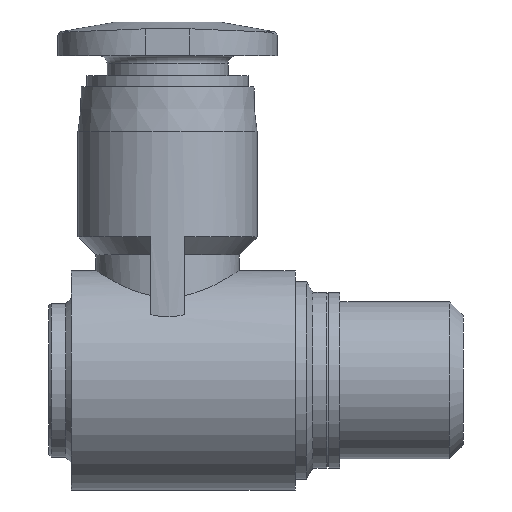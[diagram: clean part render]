
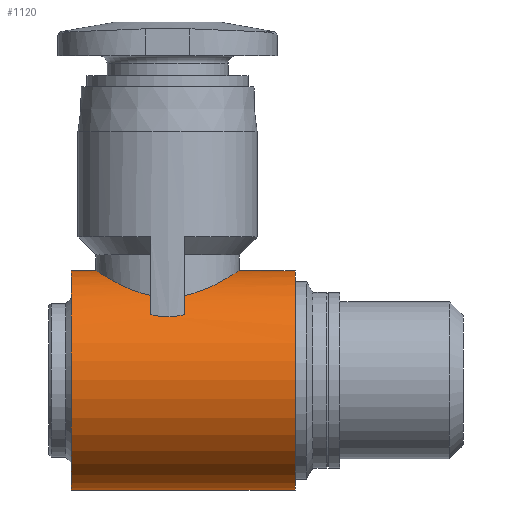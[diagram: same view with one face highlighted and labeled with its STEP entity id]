
A CAD part, left-side view. The second image highlights one B-rep face of the part: STEP entity #1120.
In plain terms, the highlighted cylindrical face has radius 4.9 mm (diameter 9.8 mm), a full revolution.
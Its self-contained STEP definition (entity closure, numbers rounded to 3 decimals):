
#25=CYLINDRICAL_SURFACE('',#1193,4.9);
#58=B_SPLINE_CURVE_WITH_KNOTS('',3,(#1592,#1593,#1594,#1595,#1596,#1597,
#1598,#1599,#1600),.UNSPECIFIED.,.F.,.F.,(4,1,1,1,1,1,4),(0.001,
0.003,0.004,0.005,0.006,
0.007,0.01),.UNSPECIFIED.);
#59=B_SPLINE_CURVE_WITH_KNOTS('',3,(#1609,#1610,#1611,#1612,#1613,#1614,
#1615,#1616,#1617),.UNSPECIFIED.,.F.,.F.,(4,1,1,1,1,1,4),(0.011,
0.013,0.014,0.015,0.017,
0.018,0.02),.UNSPECIFIED.);
#64=B_SPLINE_CURVE_WITH_KNOTS('',3,(#1655,#1656,#1657,#1658),
 .UNSPECIFIED.,.F.,.F.,(4,4),(0.,0.002),.UNSPECIFIED.);
#65=B_SPLINE_CURVE_WITH_KNOTS('',3,(#1663,#1664,#1665,#1666),
 .UNSPECIFIED.,.F.,.F.,(4,4),(0.,0.002),.UNSPECIFIED.);
#83=CIRCLE('',#1194,4.9);
#84=CIRCLE('',#1195,4.9);
#85=CIRCLE('',#1196,4.9);
#86=CIRCLE('',#1197,4.9);
#87=CIRCLE('',#1198,4.9);
#88=CIRCLE('',#1199,4.9);
#159=ORIENTED_EDGE('',*,*,#343,.F.);
#160=ORIENTED_EDGE('',*,*,#344,.T.);
#161=ORIENTED_EDGE('',*,*,#345,.F.);
#162=ORIENTED_EDGE('',*,*,#330,.T.);
#163=ORIENTED_EDGE('',*,*,#346,.F.);
#164=ORIENTED_EDGE('',*,*,#347,.F.);
#165=ORIENTED_EDGE('',*,*,#348,.F.);
#166=ORIENTED_EDGE('',*,*,#334,.T.);
#167=ORIENTED_EDGE('',*,*,#349,.F.);
#168=ORIENTED_EDGE('',*,*,#350,.F.);
#330=EDGE_CURVE('',#423,#421,#58,.T.);
#334=EDGE_CURVE('',#427,#425,#59,.T.);
#343=EDGE_CURVE('',#433,#433,#83,.T.);
#344=EDGE_CURVE('',#434,#434,#84,.T.);
#345=EDGE_CURVE('',#423,#435,#85,.T.);
#346=EDGE_CURVE('',#436,#421,#86,.T.);
#347=EDGE_CURVE('',#437,#436,#64,.T.);
#348=EDGE_CURVE('',#427,#437,#87,.T.);
#349=EDGE_CURVE('',#438,#425,#88,.T.);
#350=EDGE_CURVE('',#435,#438,#65,.T.);
#421=VERTEX_POINT('',#1590);
#423=VERTEX_POINT('',#1601);
#425=VERTEX_POINT('',#1607);
#427=VERTEX_POINT('',#1618);
#433=VERTEX_POINT('',#1648);
#434=VERTEX_POINT('',#1650);
#435=VERTEX_POINT('',#1652);
#436=VERTEX_POINT('',#1654);
#437=VERTEX_POINT('',#1659);
#438=VERTEX_POINT('',#1662);
#546=EDGE_LOOP('',(#159));
#547=EDGE_LOOP('',(#160));
#548=EDGE_LOOP('',(#161,#162,#163,#164,#165,#166,#167,#168));
#633=FACE_BOUND('',#546,.T.);
#634=FACE_BOUND('',#547,.T.);
#635=FACE_BOUND('',#548,.T.);
#1120=ADVANCED_FACE('',(#633,#634,#635),#25,.T.);
#1193=AXIS2_PLACEMENT_3D('',#1646,#1329,#1330);
#1194=AXIS2_PLACEMENT_3D('',#1647,#1331,#1332);
#1195=AXIS2_PLACEMENT_3D('',#1649,#1333,#1334);
#1196=AXIS2_PLACEMENT_3D('',#1651,#1335,#1336);
#1197=AXIS2_PLACEMENT_3D('',#1653,#1337,#1338);
#1198=AXIS2_PLACEMENT_3D('',#1660,#1339,#1340);
#1199=AXIS2_PLACEMENT_3D('',#1661,#1341,#1342);
#1329=DIRECTION('',(0.,1.,0.));
#1330=DIRECTION('',(0.,0.,1.));
#1331=DIRECTION('',(0.,1.,0.));
#1332=DIRECTION('',(0.,0.,1.));
#1333=DIRECTION('',(0.,1.,0.));
#1334=DIRECTION('',(0.,0.,1.));
#1335=DIRECTION('',(0.,1.,0.));
#1336=DIRECTION('',(-1.,0.,0.));
#1337=DIRECTION('',(0.,1.,0.));
#1338=DIRECTION('',(-1.,0.,0.));
#1339=DIRECTION('',(0.,-1.,0.));
#1340=DIRECTION('',(1.,0.,0.));
#1341=DIRECTION('',(0.,-1.,0.));
#1342=DIRECTION('',(1.,0.,0.));
#1590=CARTESIAN_POINT('',(-3.111,-0.75,3.786));
#1592=CARTESIAN_POINT('',(3.111,-0.75,3.786));
#1593=CARTESIAN_POINT('',(2.941,-1.455,3.926));
#1594=CARTESIAN_POINT('',(2.348,-2.364,4.379));
#1595=CARTESIAN_POINT('',(1.11,-3.066,4.811));
#1596=CARTESIAN_POINT('',(0.007,-3.266,4.944));
#1597=CARTESIAN_POINT('',(-1.105,-3.07,4.813));
#1598=CARTESIAN_POINT('',(-2.353,-2.36,4.377));
#1599=CARTESIAN_POINT('',(-2.941,-1.456,3.926));
#1600=CARTESIAN_POINT('',(-3.111,-0.75,3.786));
#1601=CARTESIAN_POINT('',(3.111,-0.75,3.786));
#1607=CARTESIAN_POINT('',(3.111,0.75,3.786));
#1609=CARTESIAN_POINT('',(-3.111,0.75,3.786));
#1610=CARTESIAN_POINT('',(-2.94,1.46,3.927));
#1611=CARTESIAN_POINT('',(-2.35,2.361,4.378));
#1612=CARTESIAN_POINT('',(-1.108,3.068,4.812));
#1613=CARTESIAN_POINT('',(-0.002,3.266,4.944));
#1614=CARTESIAN_POINT('',(1.105,3.07,4.813));
#1615=CARTESIAN_POINT('',(2.353,2.359,4.377));
#1616=CARTESIAN_POINT('',(2.94,1.46,3.927));
#1617=CARTESIAN_POINT('',(3.111,0.75,3.786));
#1618=CARTESIAN_POINT('',(-3.111,0.75,3.786));
#1646=CARTESIAN_POINT('',(0.,5.3,0.));
#1647=CARTESIAN_POINT('',(0.,4.3,0.));
#1648=CARTESIAN_POINT('',(0.,4.3,4.9));
#1649=CARTESIAN_POINT('',(0.,-5.7,0.));
#1650=CARTESIAN_POINT('',(0.,-5.7,4.9));
#1651=CARTESIAN_POINT('',(0.,-0.75,0.));
#1652=CARTESIAN_POINT('',(3.929,-0.75,2.928));
#1653=CARTESIAN_POINT('',(0.,-0.75,0.));
#1654=CARTESIAN_POINT('',(-3.929,-0.75,2.928));
#1655=CARTESIAN_POINT('',(-3.929,0.75,2.928));
#1656=CARTESIAN_POINT('',(-4.022,0.262,2.803));
#1657=CARTESIAN_POINT('',(-4.022,-0.262,2.803));
#1658=CARTESIAN_POINT('',(-3.929,-0.75,2.928));
#1659=CARTESIAN_POINT('',(-3.929,0.75,2.928));
#1660=CARTESIAN_POINT('',(0.,0.75,0.));
#1661=CARTESIAN_POINT('',(0.,0.75,0.));
#1662=CARTESIAN_POINT('',(3.929,0.75,2.928));
#1663=CARTESIAN_POINT('',(3.929,-0.75,2.928));
#1664=CARTESIAN_POINT('',(4.022,-0.262,2.803));
#1665=CARTESIAN_POINT('',(4.022,0.262,2.803));
#1666=CARTESIAN_POINT('',(3.929,0.75,2.928));
